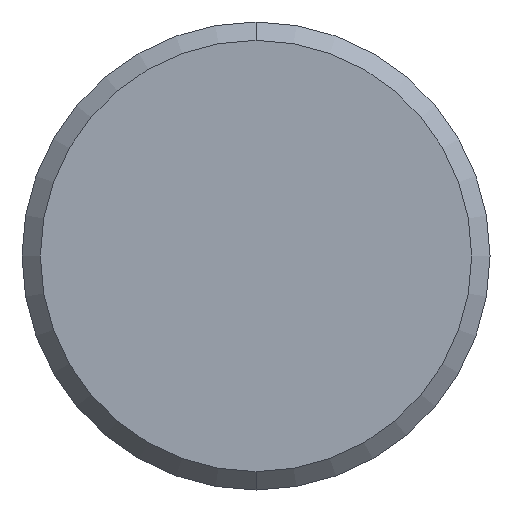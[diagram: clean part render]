
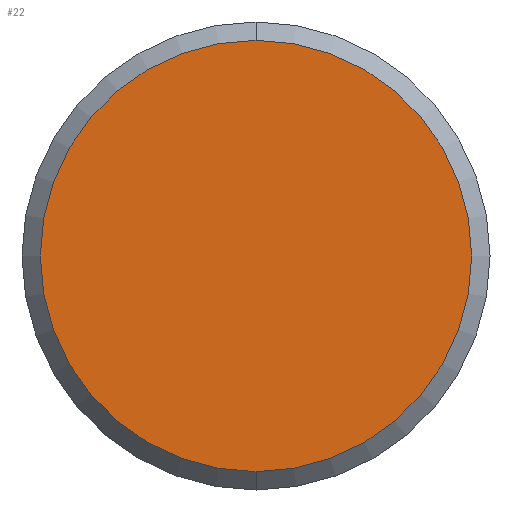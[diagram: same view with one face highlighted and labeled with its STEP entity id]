
A CAD part, front view. The second image highlights one B-rep face of the part: STEP entity #22.
In plain terms, the highlighted planar face has unit normal (0, -1, 0).
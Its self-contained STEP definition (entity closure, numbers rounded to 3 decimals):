
#4 = DIRECTION ( 'NONE',  ( 0., 0., 1. ) ) ;
#22 = ADVANCED_FACE ( 'NONE', ( #133 ), #258, .F. ) ;
#67 = CARTESIAN_POINT ( 'NONE',  ( 0., 0., 0. ) ) ;
#68 = EDGE_CURVE ( 'NONE', #102, #183, #265, .T. ) ;
#69 = EDGE_LOOP ( 'NONE', ( #151, #175 ) ) ;
#70 = EDGE_CURVE ( 'NONE', #183, #102, #165, .T. ) ;
#85 = DIRECTION ( 'NONE',  ( 0., -1., 0. ) ) ;
#94 = CARTESIAN_POINT ( 'NONE',  ( 0., 0., 117.5 ) ) ;
#101 = AXIS2_PLACEMENT_3D ( 'NONE', #213, #85, #214 ) ;
#102 = VERTEX_POINT ( 'NONE', #161 ) ;
#103 = CARTESIAN_POINT ( 'NONE',  ( 0., 0., 0. ) ) ;
#133 = FACE_OUTER_BOUND ( 'NONE', #69, .T. ) ;
#145 = AXIS2_PLACEMENT_3D ( 'NONE', #103, #185, #4 ) ;
#151 = ORIENTED_EDGE ( 'NONE', *, *, #70, .T. ) ;
#161 = CARTESIAN_POINT ( 'NONE',  ( 0., 0., -117.5 ) ) ;
#165 = CIRCLE ( 'NONE', #244, 117.5 ) ;
#175 = ORIENTED_EDGE ( 'NONE', *, *, #68, .T. ) ;
#183 = VERTEX_POINT ( 'NONE', #94 ) ;
#185 = DIRECTION ( 'NONE',  ( 0., 1., 0. ) ) ;
#213 = CARTESIAN_POINT ( 'NONE',  ( 0., 0., 0. ) ) ;
#214 = DIRECTION ( 'NONE',  ( 0., 0., 1. ) ) ;
#234 = DIRECTION ( 'NONE',  ( 0., -1., 0. ) ) ;
#239 = DIRECTION ( 'NONE',  ( 0., 0., 1. ) ) ;
#244 = AXIS2_PLACEMENT_3D ( 'NONE', #67, #234, #239 ) ;
#258 = PLANE ( 'NONE',  #145 ) ;
#265 = CIRCLE ( 'NONE', #101, 117.5 ) ;
